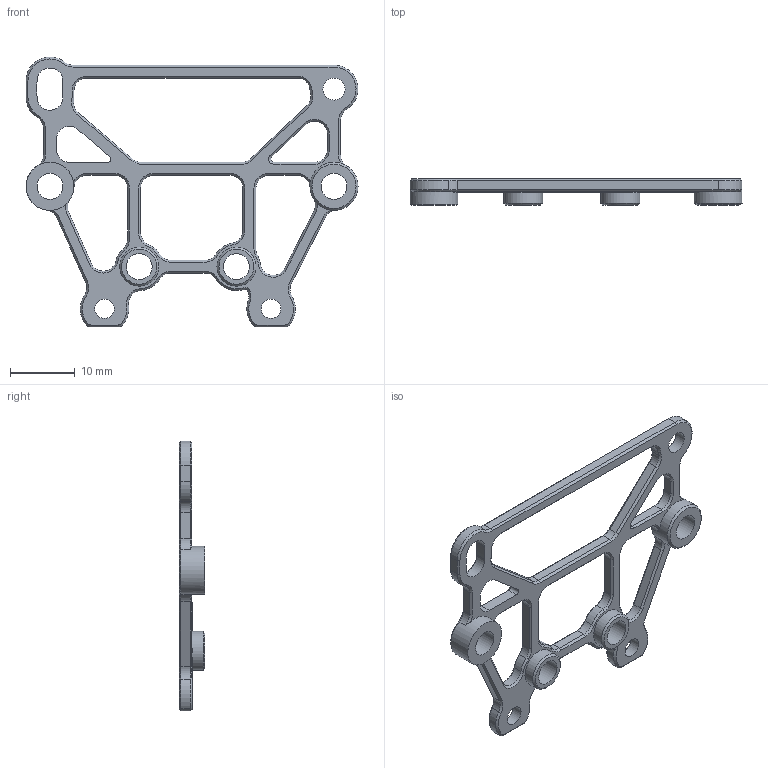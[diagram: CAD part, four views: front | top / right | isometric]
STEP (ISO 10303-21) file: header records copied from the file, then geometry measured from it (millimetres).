
FILE_DESCRIPTION(/* description */ (''),/* implementation_level */ '2;1');
FILE_NAME(/* name */ 'Dragon_Burner_backplate v2.step',/* time_stamp */ '2023-02-19T22:27:08+01:00',/* author */ (''),/* organization */ (''),/* preprocessor_version */ 'ST-DEVELOPER v19.2',/* originating_system */ 'Autodesk Translation Framework v11.17.0.187',/* authorisation */ '');
FILE_SCHEMA (('AUTOMOTIVE_DESIGN { 1 0 10303 214 3 1 1 }'));
Length unit declared in the file: millimetre
Products named in the file (1): Dragon_Burner_backplate
Bounding box: 51.22 x 4 x 41.65 mm (x, y, z)
Volume: 1440.5 mm3; surface area: 2496.5 mm2
Topology: 1 solids, 1 shells, 298 faces, 710 edges, 414 vertices
Faces by surface type: cone 129, plane 93, cylinder 76
Full cylindrical faces by diameter (mm): 3 x2, 3.4 x1, 4 x4, 6 x2, 7.4 x2
Entity records: 8602 total; most frequent: DIRECTION 1577, CARTESIAN_POINT 1500, ORIENTED_EDGE 1420, EDGE_CURVE 710, AXIS2_PLACEMENT_3D 587, VERTEX_POINT 414, LINE 403, VECTOR 403
